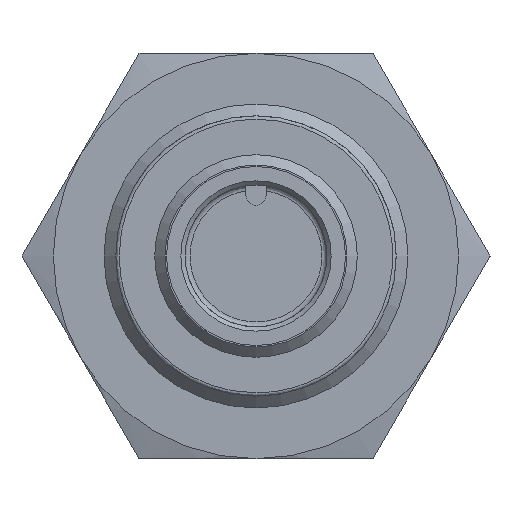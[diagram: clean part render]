
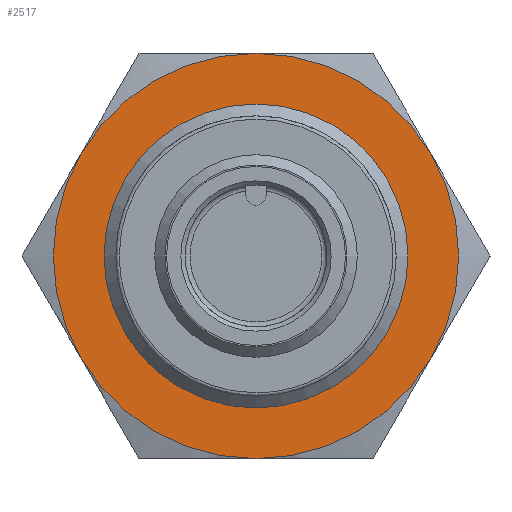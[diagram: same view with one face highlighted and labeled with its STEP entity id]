
A CAD part, left-side view. The second image highlights one B-rep face of the part: STEP entity #2517.
In plain terms, the highlighted planar face has unit normal (-1, 0, 0).
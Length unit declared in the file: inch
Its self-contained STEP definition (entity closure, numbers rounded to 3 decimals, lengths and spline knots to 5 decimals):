
#153 = CIRCLE ( 'NONE', #1944, 0.35433 ) ;
#301 = DIRECTION ( 'NONE',  ( 0., 0., -1. ) ) ;
#317 = CARTESIAN_POINT ( 'NONE',  ( 1.61417, 0., 0.35433 ) ) ;
#373 = ORIENTED_EDGE ( 'NONE', *, *, #2299, .F. ) ;
#393 = ORIENTED_EDGE ( 'NONE', *, *, #1365, .T. ) ;
#514 = CARTESIAN_POINT ( 'NONE',  ( 1.61417, 0., 0. ) ) ;
#574 = VERTEX_POINT ( 'NONE', #724 ) ;
#580 = ORIENTED_EDGE ( 'NONE', *, *, #1149, .F. ) ;
#582 = VERTEX_POINT ( 'NONE', #752 ) ;
#584 = DIRECTION ( 'NONE',  ( 1., 0., 0. ) ) ;
#629 = EDGE_LOOP ( 'NONE', ( #393 ) ) ;
#658 = EDGE_CURVE ( 'NONE', #1792, #1948, #1038, .T. ) ;
#724 = CARTESIAN_POINT ( 'NONE',  ( 1.61417, -0.40915, -0.23622 ) ) ;
#752 = CARTESIAN_POINT ( 'NONE',  ( 1.61417, 0., -0.47244 ) ) ;
#765 = AXIS2_PLACEMENT_3D ( 'NONE', #2651, #584, #1527 ) ;
#843 = CIRCLE ( 'NONE', #2882, 0.47244 ) ;
#887 = CARTESIAN_POINT ( 'NONE',  ( 1.61417, 0., 0. ) ) ;
#901 = CIRCLE ( 'NONE', #1135, 0.47244 ) ;
#942 = AXIS2_PLACEMENT_3D ( 'NONE', #1781, #1960, #1990 ) ;
#951 = CARTESIAN_POINT ( 'NONE',  ( 1.61417, 0., 0. ) ) ;
#984 = CARTESIAN_POINT ( 'NONE',  ( 1.61417, 0., 0.47244 ) ) ;
#1007 = VERTEX_POINT ( 'NONE', #1644 ) ;
#1015 = CARTESIAN_POINT ( 'NONE',  ( 1.61417, 0., 0. ) ) ;
#1024 = VERTEX_POINT ( 'NONE', #1138 ) ;
#1038 = CIRCLE ( 'NONE', #765, 0.47244 ) ;
#1047 = ORIENTED_EDGE ( 'NONE', *, *, #2663, .F. ) ;
#1099 = FACE_OUTER_BOUND ( 'NONE', #2243, .T. ) ;
#1135 = AXIS2_PLACEMENT_3D ( 'NONE', #514, #2500, #301 ) ;
#1138 = CARTESIAN_POINT ( 'NONE',  ( 1.61417, 0.40915, 0.23622 ) ) ;
#1149 = EDGE_CURVE ( 'NONE', #1948, #574, #1988, .T. ) ;
#1229 = AXIS2_PLACEMENT_3D ( 'NONE', #951, #1871, #2805 ) ;
#1365 = EDGE_CURVE ( 'NONE', #1699, #1699, #153, .T. ) ;
#1382 = ORIENTED_EDGE ( 'NONE', *, *, #658, .F. ) ;
#1456 = CARTESIAN_POINT ( 'NONE',  ( 1.61417, 0., 0. ) ) ;
#1472 = EDGE_CURVE ( 'NONE', #574, #582, #2035, .T. ) ;
#1527 = DIRECTION ( 'NONE',  ( 0., 0., -1. ) ) ;
#1560 = PLANE ( 'NONE',  #942 ) ;
#1567 = EDGE_CURVE ( 'NONE', #1007, #1024, #901, .T. ) ;
#1644 = CARTESIAN_POINT ( 'NONE',  ( 1.61417, 0.40915, -0.23622 ) ) ;
#1699 = VERTEX_POINT ( 'NONE', #317 ) ;
#1741 = AXIS2_PLACEMENT_3D ( 'NONE', #887, #2920, #2057 ) ;
#1781 = CARTESIAN_POINT ( 'NONE',  ( 1.61417, -0.23622, 0. ) ) ;
#1792 = VERTEX_POINT ( 'NONE', #984 ) ;
#1829 = CARTESIAN_POINT ( 'NONE',  ( 1.61417, 0., 0. ) ) ;
#1871 = DIRECTION ( 'NONE',  ( 1., 0., 0. ) ) ;
#1944 = AXIS2_PLACEMENT_3D ( 'NONE', #1829, #2730, #2698 ) ;
#1948 = VERTEX_POINT ( 'NONE', #2318 ) ;
#1960 = DIRECTION ( 'NONE',  ( -1., 0., 0. ) ) ;
#1988 = CIRCLE ( 'NONE', #2511, 0.47244 ) ;
#1990 = DIRECTION ( 'NONE',  ( 0., 0., 1. ) ) ;
#2035 = CIRCLE ( 'NONE', #1229, 0.47244 ) ;
#2057 = DIRECTION ( 'NONE',  ( 0., 0., -1. ) ) ;
#2075 = CIRCLE ( 'NONE', #1741, 0.47244 ) ;
#2111 = DIRECTION ( 'NONE',  ( 1., 0., 0. ) ) ;
#2243 = EDGE_LOOP ( 'NONE', ( #2351, #580, #1382, #1047, #2709, #373 ) ) ;
#2299 = EDGE_CURVE ( 'NONE', #582, #1007, #2075, .T. ) ;
#2318 = CARTESIAN_POINT ( 'NONE',  ( 1.61417, -0.40915, 0.23622 ) ) ;
#2351 = ORIENTED_EDGE ( 'NONE', *, *, #1472, .F. ) ;
#2407 = DIRECTION ( 'NONE',  ( 0., 0., -1. ) ) ;
#2500 = DIRECTION ( 'NONE',  ( 1., 0., 0. ) ) ;
#2511 = AXIS2_PLACEMENT_3D ( 'NONE', #1015, #2650, #2407 ) ;
#2517 = ADVANCED_FACE ( 'NONE', ( #1099, #2900 ), #1560, .T. ) ;
#2534 = DIRECTION ( 'NONE',  ( 0., 0., -1. ) ) ;
#2650 = DIRECTION ( 'NONE',  ( 1., 0., 0. ) ) ;
#2651 = CARTESIAN_POINT ( 'NONE',  ( 1.61417, 0., 0. ) ) ;
#2663 = EDGE_CURVE ( 'NONE', #1024, #1792, #843, .T. ) ;
#2698 = DIRECTION ( 'NONE',  ( 0., 0., 1. ) ) ;
#2709 = ORIENTED_EDGE ( 'NONE', *, *, #1567, .F. ) ;
#2730 = DIRECTION ( 'NONE',  ( 1., 0., 0. ) ) ;
#2805 = DIRECTION ( 'NONE',  ( 0., 0., -1. ) ) ;
#2882 = AXIS2_PLACEMENT_3D ( 'NONE', #1456, #2111, #2534 ) ;
#2900 = FACE_BOUND ( 'NONE', #629, .T. ) ;
#2920 = DIRECTION ( 'NONE',  ( 1., 0., 0. ) ) ;
